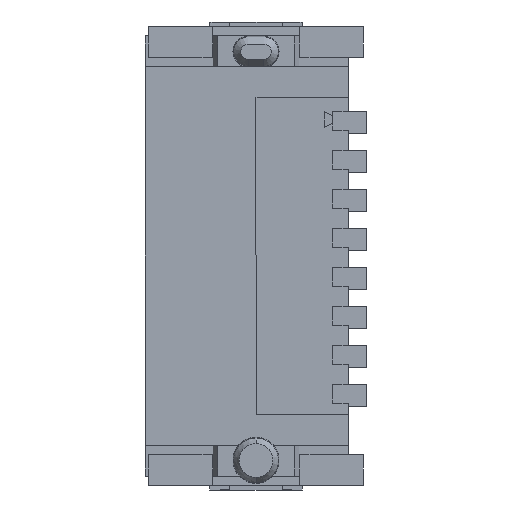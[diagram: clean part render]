
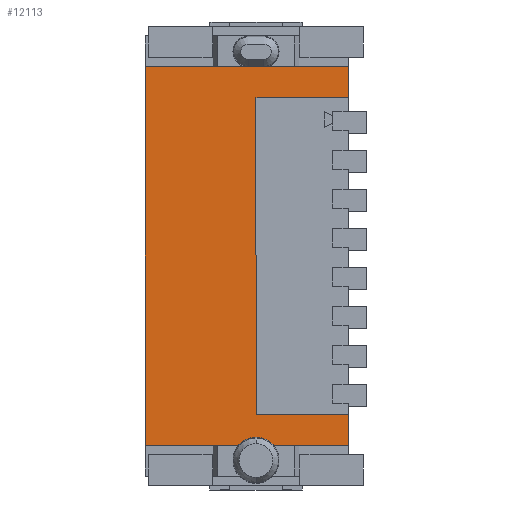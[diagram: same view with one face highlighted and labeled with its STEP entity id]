
A CAD part, front view. The second image highlights one B-rep face of the part: STEP entity #12113.
In plain terms, the highlighted planar face has unit normal (0, -1, 0).
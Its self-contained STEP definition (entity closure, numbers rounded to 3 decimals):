
#43 = VECTOR ( 'NONE', #12745, 1000. ) ;
#120 = LINE ( 'NONE', #8005, #6071 ) ;
#346 = ORIENTED_EDGE ( 'NONE', *, *, #891, .T. ) ;
#393 = LINE ( 'NONE', #2725, #43 ) ;
#471 = CIRCLE ( 'NONE', #13828, 0.75 ) ;
#664 = VERTEX_POINT ( 'NONE', #2230 ) ;
#714 = DIRECTION ( 'NONE',  ( -1., 0., 0. ) ) ;
#733 = DIRECTION ( 'NONE',  ( 0., 0., -1. ) ) ;
#771 = VECTOR ( 'NONE', #2029, 1000. ) ;
#823 = VERTEX_POINT ( 'NONE', #10131 ) ;
#891 = EDGE_CURVE ( 'NONE', #13772, #2441, #10205, .T. ) ;
#961 = CARTESIAN_POINT ( 'NONE',  ( 0., -1.465, 5.155 ) ) ;
#1127 = LINE ( 'NONE', #8720, #771 ) ;
#1128 = VECTOR ( 'NONE', #714, 1000. ) ;
#1179 = DIRECTION ( 'NONE',  ( -1., 0., 0. ) ) ;
#1266 = ORIENTED_EDGE ( 'NONE', *, *, #8391, .T. ) ;
#1336 = DIRECTION ( 'NONE',  ( 0., 0., 1. ) ) ;
#1374 = EDGE_CURVE ( 'NONE', #664, #2957, #4090, .T. ) ;
#1418 = EDGE_CURVE ( 'NONE', #4873, #3872, #14209, .T. ) ;
#1515 = CARTESIAN_POINT ( 'NONE',  ( 0., -1.465, 6.17 ) ) ;
#1603 = DIRECTION ( 'NONE',  ( 1., 0., 0. ) ) ;
#1950 = DIRECTION ( 'NONE',  ( 0., -1., 0. ) ) ;
#2029 = DIRECTION ( 'NONE',  ( 1., 0., 0. ) ) ;
#2230 = CARTESIAN_POINT ( 'NONE',  ( 0., -1.465, 6.17 ) ) ;
#2441 = VERTEX_POINT ( 'NONE', #11990 ) ;
#2639 = ORIENTED_EDGE ( 'NONE', *, *, #5668, .F. ) ;
#2725 = CARTESIAN_POINT ( 'NONE',  ( 0., -1.465, -6.17 ) ) ;
#2817 = CIRCLE ( 'NONE', #7661, 0.5 ) ;
#2957 = VERTEX_POINT ( 'NONE', #12986 ) ;
#2961 = ORIENTED_EDGE ( 'NONE', *, *, #3910, .F. ) ;
#3126 = VECTOR ( 'NONE', #1603, 1000. ) ;
#3166 = CARTESIAN_POINT ( 'NONE',  ( -2.428, -1.465, -6.17 ) ) ;
#3370 = CARTESIAN_POINT ( 'NONE',  ( 0., -1.465, -6.17 ) ) ;
#3476 = LINE ( 'NONE', #11627, #3126 ) ;
#3778 = AXIS2_PLACEMENT_3D ( 'NONE', #12780, #6122, #13909 ) ;
#3863 = CARTESIAN_POINT ( 'NONE',  ( -3., -1.465, -5.155 ) ) ;
#3872 = VERTEX_POINT ( 'NONE', #8218 ) ;
#3901 = ORIENTED_EDGE ( 'NONE', *, *, #11907, .F. ) ;
#3910 = EDGE_CURVE ( 'NONE', #11886, #10830, #6018, .T. ) ;
#4090 = LINE ( 'NONE', #5158, #1128 ) ;
#4095 = DIRECTION ( 'NONE',  ( 0., -1., 0. ) ) ;
#4246 = VECTOR ( 'NONE', #4708, 1000. ) ;
#4563 = EDGE_CURVE ( 'NONE', #11076, #2957, #2817, .T. ) ;
#4598 = DIRECTION ( 'NONE',  ( 0., 0., 1. ) ) ;
#4708 = DIRECTION ( 'NONE',  ( 0., 0., -1. ) ) ;
#4769 = ORIENTED_EDGE ( 'NONE', *, *, #1418, .F. ) ;
#4773 = VECTOR ( 'NONE', #12620, 1000. ) ;
#4835 = EDGE_LOOP ( 'NONE', ( #2961, #13175, #13787, #5433, #4769, #10477, #2639, #346, #13997, #5282, #3901, #1266, #10013, #11924, #5243 ) ) ;
#4873 = VERTEX_POINT ( 'NONE', #11923 ) ;
#5158 = CARTESIAN_POINT ( 'NONE',  ( 0., -1.465, 6.17 ) ) ;
#5243 = ORIENTED_EDGE ( 'NONE', *, *, #9216, .F. ) ;
#5282 = ORIENTED_EDGE ( 'NONE', *, *, #9466, .F. ) ;
#5297 = CARTESIAN_POINT ( 'NONE',  ( -3.372, -1.465, 6.17 ) ) ;
#5433 = ORIENTED_EDGE ( 'NONE', *, *, #12692, .F. ) ;
#5592 = EDGE_CURVE ( 'NONE', #11886, #11050, #7760, .T. ) ;
#5668 = EDGE_CURVE ( 'NONE', #13772, #10268, #393, .T. ) ;
#5724 = DIRECTION ( 'NONE',  ( 0., 1., 0. ) ) ;
#6018 = CIRCLE ( 'NONE', #3778, 0.5 ) ;
#6022 = VERTEX_POINT ( 'NONE', #11128 ) ;
#6071 = VECTOR ( 'NONE', #1336, 1000. ) ;
#6122 = DIRECTION ( 'NONE',  ( 0., -1., 0. ) ) ;
#6268 = AXIS2_PLACEMENT_3D ( 'NONE', #8627, #1950, #9727 ) ;
#7138 = VERTEX_POINT ( 'NONE', #3863 ) ;
#7266 = VECTOR ( 'NONE', #4598, 1000. ) ;
#7403 = VECTOR ( 'NONE', #10401, 1000. ) ;
#7436 = DIRECTION ( 'NONE',  ( 0., -1., 0. ) ) ;
#7661 = AXIS2_PLACEMENT_3D ( 'NONE', #14092, #7436, #733 ) ;
#7760 = LINE ( 'NONE', #1515, #7403 ) ;
#8005 = CARTESIAN_POINT ( 'NONE',  ( 0., -1.465, -7.17 ) ) ;
#8100 = EDGE_CURVE ( 'NONE', #7138, #2441, #3476, .T. ) ;
#8164 = CARTESIAN_POINT ( 'NONE',  ( -6.6, -1.465, 6.17 ) ) ;
#8218 = CARTESIAN_POINT ( 'NONE',  ( -3.572, -1.465, -6.17 ) ) ;
#8391 = EDGE_CURVE ( 'NONE', #823, #664, #120, .T. ) ;
#8627 = CARTESIAN_POINT ( 'NONE',  ( -3., -1.465, -6.655 ) ) ;
#8689 = EDGE_CURVE ( 'NONE', #10268, #4873, #471, .T. ) ;
#8720 = CARTESIAN_POINT ( 'NONE',  ( -6.6, -1.465, 6.155 ) ) ;
#9216 = EDGE_CURVE ( 'NONE', #10830, #11076, #1127, .T. ) ;
#9466 = EDGE_CURVE ( 'NONE', #6022, #7138, #10164, .T. ) ;
#9507 = EDGE_CURVE ( 'NONE', #10235, #11050, #13307, .T. ) ;
#9727 = DIRECTION ( 'NONE',  ( 0., 0., -1. ) ) ;
#9863 = DIRECTION ( 'NONE',  ( -1., 0., 0. ) ) ;
#10013 = ORIENTED_EDGE ( 'NONE', *, *, #1374, .T. ) ;
#10131 = CARTESIAN_POINT ( 'NONE',  ( 0., -1.465, 5.155 ) ) ;
#10164 = LINE ( 'NONE', #10243, #4246 ) ;
#10205 = LINE ( 'NONE', #12407, #7266 ) ;
#10235 = VERTEX_POINT ( 'NONE', #10950 ) ;
#10243 = CARTESIAN_POINT ( 'NONE',  ( -3., -1.465, -5.155 ) ) ;
#10268 = VERTEX_POINT ( 'NONE', #3166 ) ;
#10401 = DIRECTION ( 'NONE',  ( -1., 0., 0. ) ) ;
#10477 = ORIENTED_EDGE ( 'NONE', *, *, #8689, .F. ) ;
#10486 = CARTESIAN_POINT ( 'NONE',  ( -2.75, -1.465, 6.155 ) ) ;
#10755 = CARTESIAN_POINT ( 'NONE',  ( -3., -1.465, -6.655 ) ) ;
#10830 = VERTEX_POINT ( 'NONE', #13475 ) ;
#10950 = CARTESIAN_POINT ( 'NONE',  ( -6.6, -1.465, -6.17 ) ) ;
#11050 = VERTEX_POINT ( 'NONE', #8164 ) ;
#11076 = VERTEX_POINT ( 'NONE', #10486 ) ;
#11128 = CARTESIAN_POINT ( 'NONE',  ( -3., -1.465, 5.155 ) ) ;
#11246 = FACE_OUTER_BOUND ( 'NONE', #4835, .T. ) ;
#11503 = CARTESIAN_POINT ( 'NONE',  ( -6.6, -1.465, -7.17 ) ) ;
#11627 = CARTESIAN_POINT ( 'NONE',  ( 0., -1.465, -5.155 ) ) ;
#11880 = DIRECTION ( 'NONE',  ( 0., 0., -1. ) ) ;
#11886 = VERTEX_POINT ( 'NONE', #5297 ) ;
#11907 = EDGE_CURVE ( 'NONE', #823, #6022, #13342, .T. ) ;
#11923 = CARTESIAN_POINT ( 'NONE',  ( -3., -1.465, -5.905 ) ) ;
#11924 = ORIENTED_EDGE ( 'NONE', *, *, #4563, .F. ) ;
#11938 = VECTOR ( 'NONE', #9863, 1000. ) ;
#11990 = CARTESIAN_POINT ( 'NONE',  ( 0., -1.465, -5.155 ) ) ;
#12113 = ADVANCED_FACE ( 'NONE', ( #11246 ), #13470, .F. ) ;
#12380 = CARTESIAN_POINT ( 'NONE',  ( -6.6, -1.465, -7.17 ) ) ;
#12407 = CARTESIAN_POINT ( 'NONE',  ( 0., -1.465, -7.17 ) ) ;
#12620 = DIRECTION ( 'NONE',  ( 0., 0., 1. ) ) ;
#12692 = EDGE_CURVE ( 'NONE', #3872, #10235, #14183, .T. ) ;
#12745 = DIRECTION ( 'NONE',  ( -1., 0., 0. ) ) ;
#12780 = CARTESIAN_POINT ( 'NONE',  ( -3.25, -1.465, 6.655 ) ) ;
#12986 = CARTESIAN_POINT ( 'NONE',  ( -2.628, -1.465, 6.17 ) ) ;
#13175 = ORIENTED_EDGE ( 'NONE', *, *, #5592, .T. ) ;
#13307 = LINE ( 'NONE', #11503, #4773 ) ;
#13342 = LINE ( 'NONE', #961, #11938 ) ;
#13470 = PLANE ( 'NONE',  #13938 ) ;
#13475 = CARTESIAN_POINT ( 'NONE',  ( -3.25, -1.465, 6.155 ) ) ;
#13510 = DIRECTION ( 'NONE',  ( 0., 0., -1. ) ) ;
#13772 = VERTEX_POINT ( 'NONE', #14256 ) ;
#13787 = ORIENTED_EDGE ( 'NONE', *, *, #9507, .F. ) ;
#13828 = AXIS2_PLACEMENT_3D ( 'NONE', #10755, #4095, #11880 ) ;
#13832 = VECTOR ( 'NONE', #1179, 1000. ) ;
#13909 = DIRECTION ( 'NONE',  ( 0., 0., -1. ) ) ;
#13938 = AXIS2_PLACEMENT_3D ( 'NONE', #12380, #5724, #13510 ) ;
#13997 = ORIENTED_EDGE ( 'NONE', *, *, #8100, .F. ) ;
#14092 = CARTESIAN_POINT ( 'NONE',  ( -2.75, -1.465, 6.655 ) ) ;
#14183 = LINE ( 'NONE', #3370, #13832 ) ;
#14209 = CIRCLE ( 'NONE', #6268, 0.75 ) ;
#14256 = CARTESIAN_POINT ( 'NONE',  ( 0., -1.465, -6.17 ) ) ;
